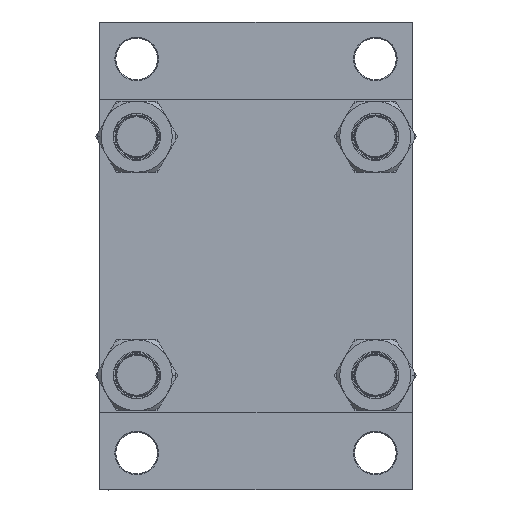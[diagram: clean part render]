
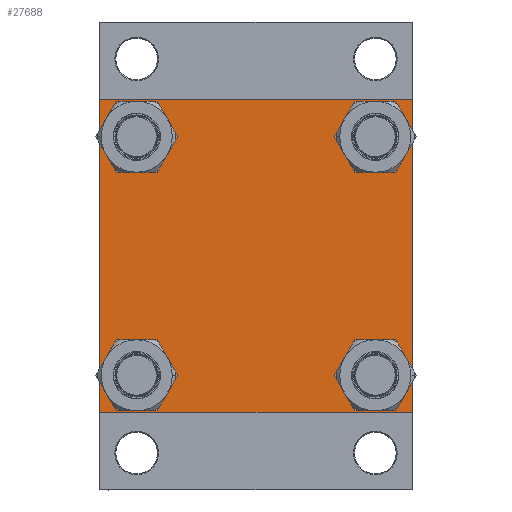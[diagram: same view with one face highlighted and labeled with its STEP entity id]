
A CAD part, left-side view. The second image highlights one B-rep face of the part: STEP entity #27688.
In plain terms, the highlighted planar face has unit normal (-1, 0, 0).
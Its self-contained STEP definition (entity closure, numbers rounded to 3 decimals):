
#220 = LINE ( 'NONE', #14540, #28591 ) ;
#299 = DIRECTION ( 'NONE',  ( 0., 0., 1. ) ) ;
#455 = DIRECTION ( 'NONE',  ( 0., -1., 0. ) ) ;
#531 = CARTESIAN_POINT ( 'NONE',  ( 0., 82.5, 82.5 ) ) ;
#839 = DIRECTION ( 'NONE',  ( 0., 0., 1. ) ) ;
#840 = VECTOR ( 'NONE', #19455, 1000. ) ;
#1344 = VECTOR ( 'NONE', #24051, 1000. ) ;
#2058 = ORIENTED_EDGE ( 'NONE', *, *, #10852, .T. ) ;
#2396 = LINE ( 'NONE', #13317, #14142 ) ;
#2631 = CARTESIAN_POINT ( 'NONE',  ( 0., 82.5, 82.5 ) ) ;
#2930 = EDGE_CURVE ( 'NONE', #29711, #21889, #36989, .T. ) ;
#3094 = VERTEX_POINT ( 'NONE', #11508 ) ;
#3139 = CIRCLE ( 'NONE', #37307, 11.5 ) ;
#3331 = EDGE_CURVE ( 'NONE', #12329, #39224, #3139, .T. ) ;
#3796 = CARTESIAN_POINT ( 'NONE',  ( 0., 62.95, 62.95 ) ) ;
#3810 = EDGE_CURVE ( 'NONE', #43002, #13769, #20977, .T. ) ;
#4481 = CARTESIAN_POINT ( 'NONE',  ( 0., 0., 0. ) ) ;
#4647 = LINE ( 'NONE', #531, #840 ) ;
#4846 = CARTESIAN_POINT ( 'NONE',  ( 0., 82.5, 82. ) ) ;
#4855 = AXIS2_PLACEMENT_3D ( 'NONE', #28426, #10472, #47321 ) ;
#5751 = ORIENTED_EDGE ( 'NONE', *, *, #2930, .T. ) ;
#5784 = DIRECTION ( 'NONE',  ( 0., 0., -1. ) ) ;
#6007 = EDGE_CURVE ( 'NONE', #28975, #29711, #39973, .T. ) ;
#6416 = CARTESIAN_POINT ( 'NONE',  ( 0., 82., -82.5 ) ) ;
#6518 = DIRECTION ( 'NONE',  ( 0., 0.707, 0.707 ) ) ;
#7667 = DIRECTION ( 'NONE',  ( 0., 0., 1. ) ) ;
#7703 = CARTESIAN_POINT ( 'NONE',  ( 0., -62.95, -51.45 ) ) ;
#7770 = AXIS2_PLACEMENT_3D ( 'NONE', #3796, #8157, #7667 ) ;
#7800 = AXIS2_PLACEMENT_3D ( 'NONE', #22452, #44737, #29016 ) ;
#8157 = DIRECTION ( 'NONE',  ( 1., 0., 0. ) ) ;
#8851 = CARTESIAN_POINT ( 'NONE',  ( 0., 62.95, 74.45 ) ) ;
#9087 = PLANE ( 'NONE',  #37879 ) ;
#9281 = EDGE_CURVE ( 'NONE', #12364, #30488, #40479, .T. ) ;
#9318 = FACE_BOUND ( 'NONE', #20279, .T. ) ;
#9353 = ORIENTED_EDGE ( 'NONE', *, *, #6007, .T. ) ;
#9958 = VERTEX_POINT ( 'NONE', #12454 ) ;
#10472 = DIRECTION ( 'NONE',  ( 1., 0., 0. ) ) ;
#10852 = EDGE_CURVE ( 'NONE', #33155, #35184, #36345, .T. ) ;
#10964 = ORIENTED_EDGE ( 'NONE', *, *, #30155, .T. ) ;
#11508 = CARTESIAN_POINT ( 'NONE',  ( 0., -62.95, 51.45 ) ) ;
#11616 = VERTEX_POINT ( 'NONE', #23061 ) ;
#12000 = FACE_BOUND ( 'NONE', #40551, .T. ) ;
#12329 = VERTEX_POINT ( 'NONE', #30923 ) ;
#12364 = VERTEX_POINT ( 'NONE', #21221 ) ;
#12404 = CARTESIAN_POINT ( 'NONE',  ( 0., 62.95, 62.95 ) ) ;
#12454 = CARTESIAN_POINT ( 'NONE',  ( 0., -82., -82.5 ) ) ;
#13049 = AXIS2_PLACEMENT_3D ( 'NONE', #32267, #47043, #13819 ) ;
#13317 = CARTESIAN_POINT ( 'NONE',  ( 0., -82.5, 82.5 ) ) ;
#13769 = VERTEX_POINT ( 'NONE', #34758 ) ;
#13819 = DIRECTION ( 'NONE',  ( 0., 0., 1. ) ) ;
#13877 = CARTESIAN_POINT ( 'NONE',  ( 0., 82.5, -82. ) ) ;
#14142 = VECTOR ( 'NONE', #24251, 1000. ) ;
#14474 = EDGE_LOOP ( 'NONE', ( #47268, #40306 ) ) ;
#14540 = CARTESIAN_POINT ( 'NONE',  ( 0., 82.5, -82.5 ) ) ;
#14852 = DIRECTION ( 'NONE',  ( 1., 0., 0. ) ) ;
#15837 = AXIS2_PLACEMENT_3D ( 'NONE', #22474, #26352, #30647 ) ;
#18534 = ORIENTED_EDGE ( 'NONE', *, *, #31224, .T. ) ;
#19455 = DIRECTION ( 'NONE',  ( 0., -1., 0. ) ) ;
#19965 = CIRCLE ( 'NONE', #46257, 11.5 ) ;
#20279 = EDGE_LOOP ( 'NONE', ( #44020, #26553 ) ) ;
#20930 = CIRCLE ( 'NONE', #13049, 11.5 ) ;
#20977 = CIRCLE ( 'NONE', #7800, 11.5 ) ;
#21221 = CARTESIAN_POINT ( 'NONE',  ( 0., 62.95, -51.45 ) ) ;
#21599 = DIRECTION ( 'NONE',  ( 1., 0., 0. ) ) ;
#21602 = CARTESIAN_POINT ( 'NONE',  ( 0., -82., 82.5 ) ) ;
#21742 = VECTOR ( 'NONE', #29714, 1000. ) ;
#21889 = VERTEX_POINT ( 'NONE', #6416 ) ;
#22387 = DIRECTION ( 'NONE',  ( 1., 0., 0. ) ) ;
#22452 = CARTESIAN_POINT ( 'NONE',  ( 0., -62.95, -62.95 ) ) ;
#22474 = CARTESIAN_POINT ( 'NONE',  ( 0., 62.95, -62.95 ) ) ;
#22809 = CIRCLE ( 'NONE', #15837, 11.5 ) ;
#23061 = CARTESIAN_POINT ( 'NONE',  ( 0., -82.5, -82. ) ) ;
#23236 = EDGE_CURVE ( 'NONE', #29455, #28975, #41972, .T. ) ;
#23319 = EDGE_CURVE ( 'NONE', #36310, #3094, #19965, .T. ) ;
#23659 = DIRECTION ( 'NONE',  ( 0., -0.707, 0.707 ) ) ;
#24051 = DIRECTION ( 'NONE',  ( 0., 0.707, -0.707 ) ) ;
#24251 = DIRECTION ( 'NONE',  ( 0., 0., -1. ) ) ;
#25850 = CARTESIAN_POINT ( 'NONE',  ( 0., 82.25, -82.25 ) ) ;
#26352 = DIRECTION ( 'NONE',  ( 1., 0., 0. ) ) ;
#26553 = ORIENTED_EDGE ( 'NONE', *, *, #40357, .T. ) ;
#26809 = CARTESIAN_POINT ( 'NONE',  ( 0., -82.25, -82.25 ) ) ;
#27205 = VECTOR ( 'NONE', #5784, 1000. ) ;
#27597 = EDGE_CURVE ( 'NONE', #9958, #11616, #38193, .T. ) ;
#27688 = ADVANCED_FACE ( 'NONE', ( #9318, #12000, #45946, #35037, #42302 ), #9087, .T. ) ;
#27756 = EDGE_LOOP ( 'NONE', ( #38232, #38872 ) ) ;
#28426 = CARTESIAN_POINT ( 'NONE',  ( 0., 62.95, -62.95 ) ) ;
#28591 = VECTOR ( 'NONE', #455, 1000. ) ;
#28696 = CIRCLE ( 'NONE', #7770, 11.5 ) ;
#28790 = AXIS2_PLACEMENT_3D ( 'NONE', #40078, #14852, #29409 ) ;
#28975 = VERTEX_POINT ( 'NONE', #4846 ) ;
#29016 = DIRECTION ( 'NONE',  ( 0., 0., 1. ) ) ;
#29409 = DIRECTION ( 'NONE',  ( 0., 0., 1. ) ) ;
#29455 = VERTEX_POINT ( 'NONE', #36014 ) ;
#29711 = VERTEX_POINT ( 'NONE', #13877 ) ;
#29714 = DIRECTION ( 'NONE',  ( 0., -0.707, -0.707 ) ) ;
#30155 = EDGE_CURVE ( 'NONE', #13769, #43002, #20930, .T. ) ;
#30343 = CIRCLE ( 'NONE', #28790, 11.5 ) ;
#30411 = ORIENTED_EDGE ( 'NONE', *, *, #3810, .T. ) ;
#30488 = VERTEX_POINT ( 'NONE', #32676 ) ;
#30647 = DIRECTION ( 'NONE',  ( 0., 0., 1. ) ) ;
#30923 = CARTESIAN_POINT ( 'NONE',  ( 0., 62.95, 51.45 ) ) ;
#31224 = EDGE_CURVE ( 'NONE', #21889, #9958, #220, .T. ) ;
#31371 = ORIENTED_EDGE ( 'NONE', *, *, #23236, .T. ) ;
#32267 = CARTESIAN_POINT ( 'NONE',  ( 0., -62.95, -62.95 ) ) ;
#32676 = CARTESIAN_POINT ( 'NONE',  ( 0., 62.95, -74.45 ) ) ;
#33155 = VERTEX_POINT ( 'NONE', #34935 ) ;
#34081 = DIRECTION ( 'NONE',  ( -1., 0., 0. ) ) ;
#34296 = EDGE_CURVE ( 'NONE', #39224, #12329, #28696, .T. ) ;
#34758 = CARTESIAN_POINT ( 'NONE',  ( 0., -62.95, -74.45 ) ) ;
#34935 = CARTESIAN_POINT ( 'NONE',  ( 0., -82.5, 82. ) ) ;
#35037 = FACE_BOUND ( 'NONE', #14474, .T. ) ;
#35184 = VERTEX_POINT ( 'NONE', #21602 ) ;
#36014 = CARTESIAN_POINT ( 'NONE',  ( 0., 82., 82.5 ) ) ;
#36310 = VERTEX_POINT ( 'NONE', #46525 ) ;
#36345 = LINE ( 'NONE', #43373, #37441 ) ;
#36360 = VECTOR ( 'NONE', #23659, 1000. ) ;
#36383 = DIRECTION ( 'NONE',  ( 0., 0., 1. ) ) ;
#36989 = LINE ( 'NONE', #25850, #21742 ) ;
#37307 = AXIS2_PLACEMENT_3D ( 'NONE', #12404, #22387, #299 ) ;
#37441 = VECTOR ( 'NONE', #6518, 1000. ) ;
#37585 = ORIENTED_EDGE ( 'NONE', *, *, #27597, .T. ) ;
#37879 = AXIS2_PLACEMENT_3D ( 'NONE', #4481, #34081, #839 ) ;
#38148 = EDGE_CURVE ( 'NONE', #29455, #35184, #4647, .T. ) ;
#38193 = LINE ( 'NONE', #26809, #36360 ) ;
#38232 = ORIENTED_EDGE ( 'NONE', *, *, #9281, .T. ) ;
#38872 = ORIENTED_EDGE ( 'NONE', *, *, #46388, .T. ) ;
#39224 = VERTEX_POINT ( 'NONE', #8851 ) ;
#39973 = LINE ( 'NONE', #2631, #27205 ) ;
#40017 = CARTESIAN_POINT ( 'NONE',  ( 0., -62.95, 62.95 ) ) ;
#40078 = CARTESIAN_POINT ( 'NONE',  ( 0., -62.95, 62.95 ) ) ;
#40306 = ORIENTED_EDGE ( 'NONE', *, *, #3331, .T. ) ;
#40357 = EDGE_CURVE ( 'NONE', #3094, #36310, #30343, .T. ) ;
#40479 = CIRCLE ( 'NONE', #4855, 11.5 ) ;
#40551 = EDGE_LOOP ( 'NONE', ( #30411, #10964 ) ) ;
#41790 = EDGE_LOOP ( 'NONE', ( #9353, #5751, #18534, #37585, #45781, #2058, #43576, #31371 ) ) ;
#41972 = LINE ( 'NONE', #46100, #1344 ) ;
#41985 = EDGE_CURVE ( 'NONE', #33155, #11616, #2396, .T. ) ;
#42302 = FACE_OUTER_BOUND ( 'NONE', #41790, .T. ) ;
#43002 = VERTEX_POINT ( 'NONE', #7703 ) ;
#43373 = CARTESIAN_POINT ( 'NONE',  ( 0., -82.25, 82.25 ) ) ;
#43576 = ORIENTED_EDGE ( 'NONE', *, *, #38148, .F. ) ;
#44020 = ORIENTED_EDGE ( 'NONE', *, *, #23319, .T. ) ;
#44737 = DIRECTION ( 'NONE',  ( 1., 0., 0. ) ) ;
#45781 = ORIENTED_EDGE ( 'NONE', *, *, #41985, .F. ) ;
#45946 = FACE_BOUND ( 'NONE', #27756, .T. ) ;
#46100 = CARTESIAN_POINT ( 'NONE',  ( 0., 82.25, 82.25 ) ) ;
#46257 = AXIS2_PLACEMENT_3D ( 'NONE', #40017, #21599, #36383 ) ;
#46388 = EDGE_CURVE ( 'NONE', #30488, #12364, #22809, .T. ) ;
#46525 = CARTESIAN_POINT ( 'NONE',  ( 0., -62.95, 74.45 ) ) ;
#47043 = DIRECTION ( 'NONE',  ( 1., 0., 0. ) ) ;
#47268 = ORIENTED_EDGE ( 'NONE', *, *, #34296, .T. ) ;
#47321 = DIRECTION ( 'NONE',  ( 0., 0., 1. ) ) ;
